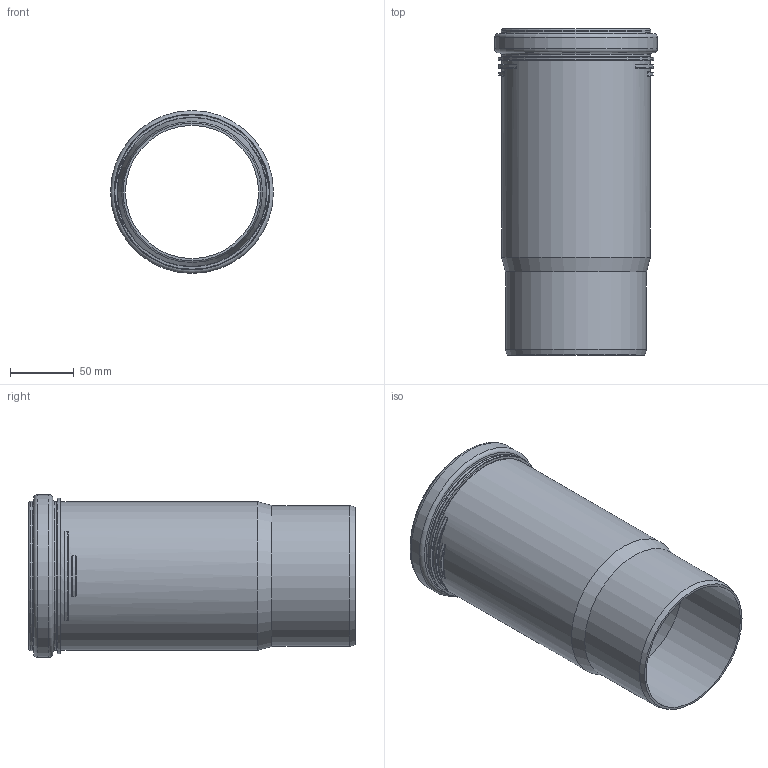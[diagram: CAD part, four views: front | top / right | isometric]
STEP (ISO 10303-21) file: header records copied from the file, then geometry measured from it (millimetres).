
FILE_DESCRIPTION(/* description */ (''),/* implementation_level */ '2;1');
FILE_NAME(/* name */ '175800 HTsafeL DN_OD 110.stp',/* time_stamp */ '2017-03-13T12:05:47+01:00',/* author */ ('user1'),/* organization */ (''),/* preprocessor_version */ 'ST-DEVELOPER v16.1',/* originating_system */ 'Autodesk Inventor 2016',/* authorisation */ '');
FILE_SCHEMA (('AUTOMOTIVE_DESIGN { 1 0 10303 214 3 1 1 }'));
Length unit declared in the file: millimetre
Products named in the file (1): 175800 HTsafeL DN_OD 110
Bounding box: 127.4 x 255 x 127.4 mm (x, y, z)
Volume: 261539.6 mm3; surface area: 189607.1 mm2
Topology: 1 solids, 1 shells, 89 faces, 191 edges, 107 vertices
Faces by surface type: torus 30, cylinder 23, bspline 16, plane 11, cone 9
Full cylindrical faces by diameter (mm): 104.2 x1, 110.2 x1, 111 x1, 111.3 x2, 116.4 x2, 116.7 x1, 121.4 x1, 122 x1, 127.4 x1
Entity records: 3055 total; most frequent: CARTESIAN_POINT 1335, DIRECTION 366, ORIENTED_EDGE 298, AXIS2_PLACEMENT_3D 175, EDGE_CURVE 149, EDGE_LOOP 130, CIRCLE 101, VERTEX_POINT 101
